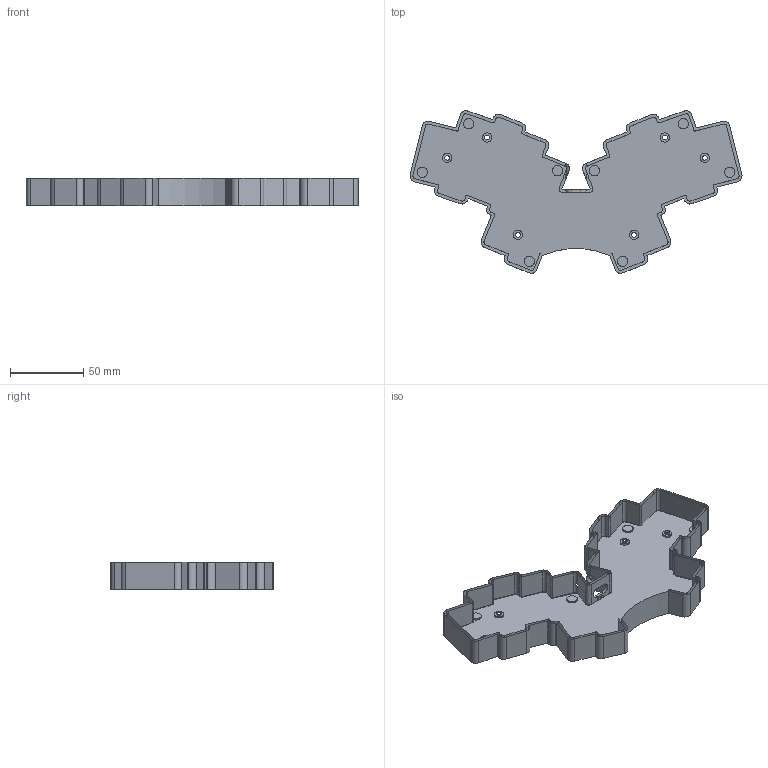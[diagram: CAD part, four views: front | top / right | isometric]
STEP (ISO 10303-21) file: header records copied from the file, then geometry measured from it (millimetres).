
FILE_DESCRIPTION(('Open CASCADE Model'),'2;1');
FILE_NAME('Open CASCADE Shape Model','2024-11-29T22:46:04',('Author'),( 'Open CASCADE'),'Open CASCADE STEP processor 7.7','Open CASCADE 7.7' ,'Unknown');
FILE_SCHEMA(('AUTOMOTIVE_DESIGN { 1 0 10303 214 1 1 1 1 }'));
Length unit declared in the file: millimetre
Products named in the file (1): COMPOUND
Bounding box: 226.84 x 111.09 x 18.55 mm (x, y, z)
Surface area: 40319.9 mm2 (no closed solid volume)
Topology: 0 solids, 1 shells, 285 faces, 818 edges, 546 vertices
Faces by surface type: cylinder 169, plane 114, cone 2
Full cylindrical faces by diameter (mm): 3.3 x6, 6.3 x6, 7.04 x8
Entity records: 19232 total; most frequent: CARTESIAN_POINT 4908, DIRECTION 2892, LINE 1585, VECTOR 1585, ORIENTED_EDGE 1252, PCURVE 1252, DEFINITIONAL_REPRESENTATION 1252, EDGE_CURVE 818
